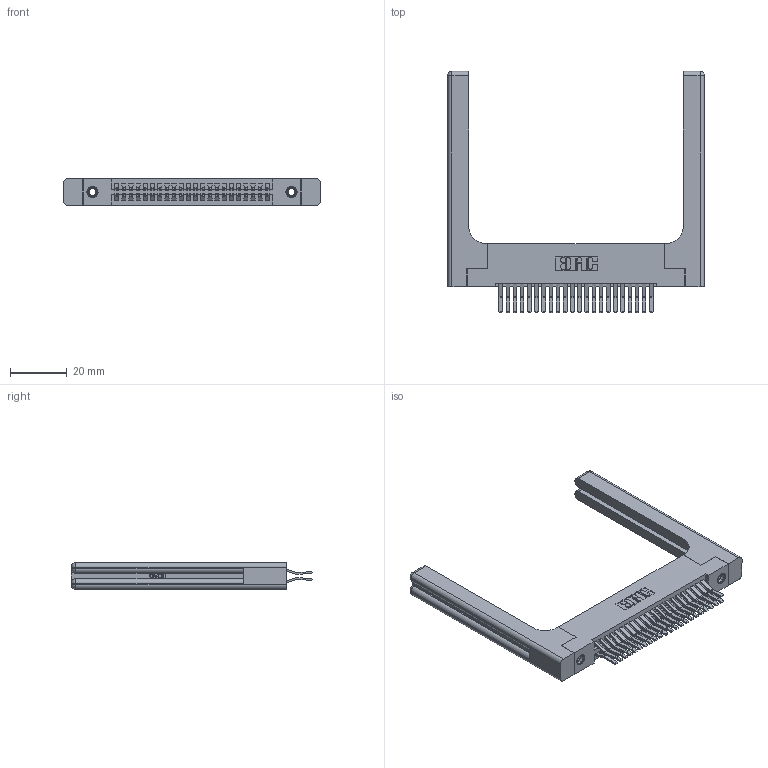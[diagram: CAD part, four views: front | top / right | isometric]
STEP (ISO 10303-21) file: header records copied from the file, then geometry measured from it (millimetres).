
FILE_DESCRIPTION (( 'STEP AP203' ), '1' );
FILE_NAME ('395-044-560-258.STEP', '2019-10-19T03:15:35', ( '' ), ( '' ), 'SwSTEP 2.0', 'SolidWorks 2016', '' );
FILE_SCHEMA (( 'CONFIG_CONTROL_DESIGN' ));
Length unit declared in the file: inch
Products named in the file (5): 345-292-001_560 Tail; 345-250-001_345-250-001-102; 345-220-058_345-220-058; 395-044-560-258; 345 Part_Flush Mounting Lugs - 0.156 Dia-TH
Assembly tree (49 placements, depth 2):
  395-044-560-258
    345 Part_Flush Mounting Lugs - 0.156 Dia-TH
    345-292-001_560 Tail  x44
    345-250-001_345-250-001-102  x2
    345-220-058_345-220-058  x2
Bounding box: 90.91 x 85.41 x 9.4 mm (x, y, z)
Volume: 17408.6 mm3; surface area: 18618.5 mm2
Topology: 49 solids, 49 shells, 2670 faces, 7827 edges, 5138 vertices
Faces by surface type: plane 1680, cylinder 930, bspline 36, cone 12, sphere 8, torus 4
Entity records: 25224 total; most frequent: CARTESIAN_POINT 5241, ORIENTED_EDGE 3972, DIRECTION 3582, EDGE_CURVE 1986, LINE 1670, VECTOR 1670, VERTEX_POINT 1314, AXIS2_PLACEMENT_3D 956
